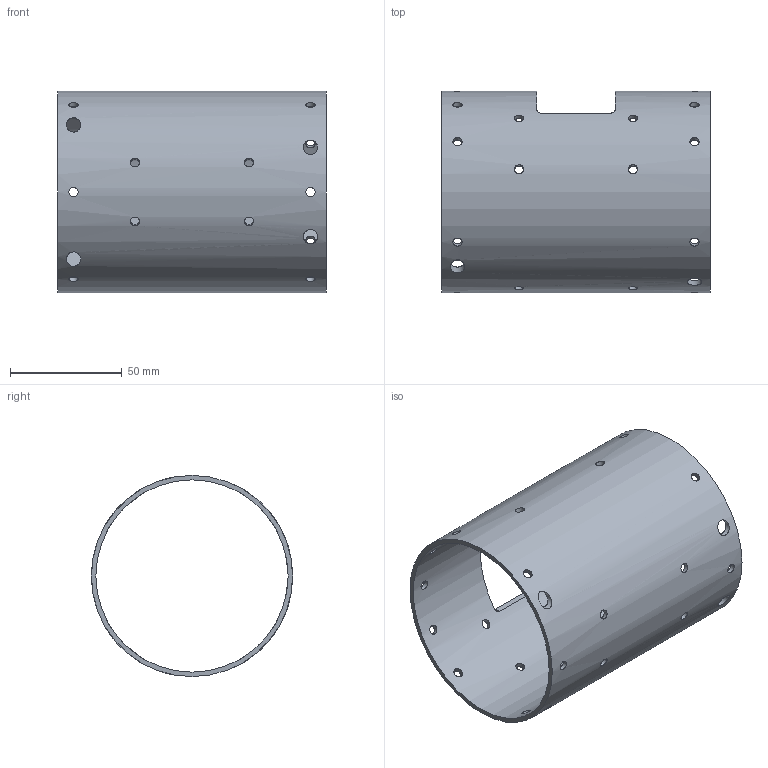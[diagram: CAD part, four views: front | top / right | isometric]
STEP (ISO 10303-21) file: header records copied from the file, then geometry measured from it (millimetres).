
FILE_DESCRIPTION(('FreeCAD Model'),'2;1');
FILE_NAME('APLINOV d''enhaut (8Février2019)TUBE STRUCTURE.step','2019-05-25T17:55:02' ,('Author'),(''),'Open CASCADE STEP processor 7.2','FreeCAD','Unknown' );
FILE_SCHEMA(('AUTOMOTIVE_DESIGN { 1 0 10303 214 1 1 1 1 }'));
Length unit declared in the file: millimetre
Products named in the file (1): TUBE_STRUCTURE
Bounding box: 120 x 90 x 90 mm (x, y, z)
Volume: 61049.7 mm3; surface area: 63494 mm2
Topology: 1 solids, 1 shells, 44 faces, 140 edges, 92 vertices
Faces by surface type: cylinder 38, plane 6
Full cylindrical faces by diameter (mm): 4.1 x28, 6.4 x4, 86 x1, 90 x1
Entity records: 27772 total; most frequent: CARTESIAN_POINT 25504, B_SPLINE_CURVE_WITH_KNOTS 332, ORIENTED_EDGE 280, PCURVE 280, DEFINITIONAL_REPRESENTATION 280, DIRECTION 186, EDGE_CURVE 140, FACE_BOUND 106
